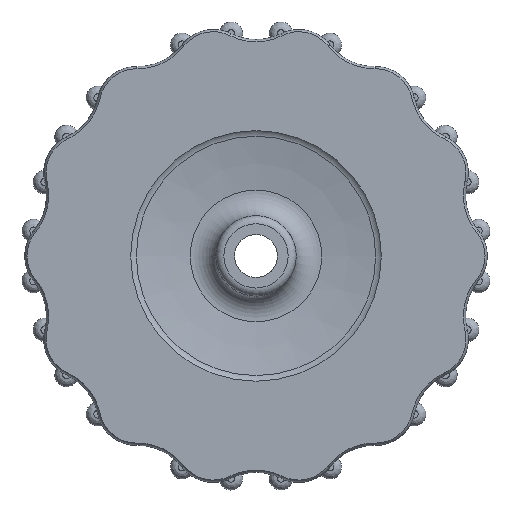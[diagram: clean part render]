
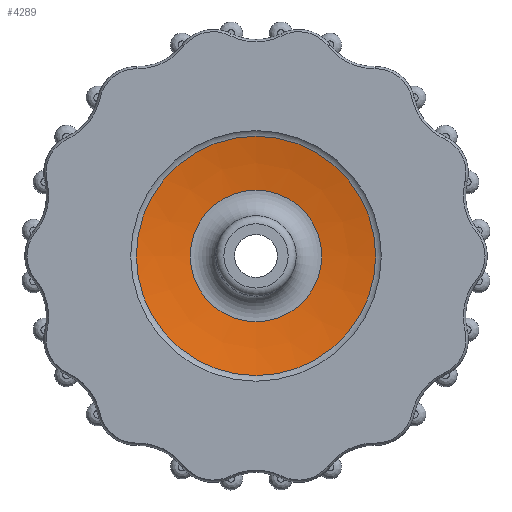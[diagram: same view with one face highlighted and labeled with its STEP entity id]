
A CAD part, top view. The second image highlights one B-rep face of the part: STEP entity #4289.
In plain terms, the highlighted free-form (B-spline) face has degree [2, 2] with [3, 9] control points.
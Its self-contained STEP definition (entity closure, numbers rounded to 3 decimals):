
#746=FACE_OUTER_BOUND('',#1012,.T.);
#1012=EDGE_LOOP('',(#3929,#3930,#3931,#3932,#3933,#3934));
#1536=CIRCLE('',#4873,8.423);
#1538=CIRCLE('',#4875,8.423);
#1539=CIRCLE('',#4876,58.464);
#1540=CIRCLE('',#4877,15.322);
#1541=CIRCLE('',#4878,15.322);
#1949=VERTEX_POINT('',#10310);
#1950=VERTEX_POINT('',#10311);
#1951=VERTEX_POINT('',#10342);
#1952=VERTEX_POINT('',#10344);
#2614=EDGE_CURVE('',#1949,#1950,#1536,.T.);
#2616=EDGE_CURVE('',#1950,#1949,#1538,.T.);
#2617=EDGE_CURVE('',#1950,#1951,#1539,.T.);
#2618=EDGE_CURVE('',#1951,#1952,#1540,.T.);
#2619=EDGE_CURVE('',#1952,#1951,#1541,.T.);
#3929=ORIENTED_EDGE('',*,*,#2614,.F.);
#3930=ORIENTED_EDGE('',*,*,#2616,.F.);
#3931=ORIENTED_EDGE('',*,*,#2617,.T.);
#3932=ORIENTED_EDGE('',*,*,#2618,.T.);
#3933=ORIENTED_EDGE('',*,*,#2619,.T.);
#3934=ORIENTED_EDGE('',*,*,#2617,.F.);
#4032=(
BOUNDED_SURFACE()
B_SPLINE_SURFACE(2,2,((#10315,#10316,#10317,#10318,#10319,#10320,#10321,
#10322,#10323),(#10324,#10325,#10326,#10327,#10328,#10329,#10330,#10331,
#10332),(#10333,#10334,#10335,#10336,#10337,#10338,#10339,#10340,#10341)),
 .UNSPECIFIED.,.F.,.T.,.F.)
B_SPLINE_SURFACE_WITH_KNOTS((3,3),(3,2,2,2,3),(-1.472,-1.352),
(-3.142,-1.571,0.,1.571,3.142),
 .UNSPECIFIED.)
GEOMETRIC_REPRESENTATION_ITEM()
RATIONAL_B_SPLINE_SURFACE(((1.,0.707,1.,0.707,1.,
0.707,1.,0.707,1.),(0.998,0.706,
0.998,0.706,0.998,0.706,
0.998,0.706,0.998),(1.,0.707,
1.,0.707,1.,0.707,1.,0.707,1.)))
REPRESENTATION_ITEM('')
SURFACE()
);
#4289=ADVANCED_FACE('',(#746),#4032,.T.);
#4873=AXIS2_PLACEMENT_3D('',#10312,#6153,#6154);
#4875=AXIS2_PLACEMENT_3D('',#10314,#6157,#6158);
#4876=AXIS2_PLACEMENT_3D('',#10343,#6159,#6160);
#4877=AXIS2_PLACEMENT_3D('',#10345,#6161,#6162);
#4878=AXIS2_PLACEMENT_3D('',#10346,#6163,#6164);
#6153=DIRECTION('center_axis',(0.,0.,1.));
#6154=DIRECTION('ref_axis',(-1.,0.,0.));
#6157=DIRECTION('center_axis',(0.,0.,1.));
#6158=DIRECTION('ref_axis',(-1.,0.,0.));
#6159=DIRECTION('center_axis',(0.,1.,0.));
#6160=DIRECTION('ref_axis',(-1.,0.,0.));
#6161=DIRECTION('center_axis',(0.,0.,1.));
#6162=DIRECTION('ref_axis',(1.,0.,0.));
#6163=DIRECTION('center_axis',(0.,0.,1.));
#6164=DIRECTION('ref_axis',(1.,0.,0.));
#10310=CARTESIAN_POINT('',(8.423,0.,6.196));
#10311=CARTESIAN_POINT('',(-8.423,0.,6.196));
#10312=CARTESIAN_POINT('Origin',(0.,0.,6.196));
#10314=CARTESIAN_POINT('Origin',(0.,0.,6.196));
#10315=CARTESIAN_POINT('Ctrl Pts',(-8.423,0.,6.196));
#10316=CARTESIAN_POINT('Ctrl Pts',(-8.423,-8.423,
6.196));
#10317=CARTESIAN_POINT('Ctrl Pts',(0.,-8.423,6.196));
#10318=CARTESIAN_POINT('Ctrl Pts',(8.423,-8.423,6.196));
#10319=CARTESIAN_POINT('Ctrl Pts',(8.423,0.,6.196));
#10320=CARTESIAN_POINT('Ctrl Pts',(8.423,8.423,6.196));
#10321=CARTESIAN_POINT('Ctrl Pts',(0.,8.423,6.196));
#10322=CARTESIAN_POINT('Ctrl Pts',(-8.423,8.423,6.196));
#10323=CARTESIAN_POINT('Ctrl Pts',(-8.423,0.,6.196));
#10324=CARTESIAN_POINT('Ctrl Pts',(-11.905,0.,6.543));
#10325=CARTESIAN_POINT('Ctrl Pts',(-11.905,-11.905,
6.543));
#10326=CARTESIAN_POINT('Ctrl Pts',(0.,-11.905,6.543));
#10327=CARTESIAN_POINT('Ctrl Pts',(11.905,-11.905,6.543));
#10328=CARTESIAN_POINT('Ctrl Pts',(11.905,0.,6.543));
#10329=CARTESIAN_POINT('Ctrl Pts',(11.905,11.905,6.543));
#10330=CARTESIAN_POINT('Ctrl Pts',(0.,11.905,6.543));
#10331=CARTESIAN_POINT('Ctrl Pts',(-11.905,11.905,6.543));
#10332=CARTESIAN_POINT('Ctrl Pts',(-11.905,0.,6.543));
#10333=CARTESIAN_POINT('Ctrl Pts',(-15.322,0.,7.302));
#10334=CARTESIAN_POINT('Ctrl Pts',(-15.322,-15.322,
7.302));
#10335=CARTESIAN_POINT('Ctrl Pts',(0.,-15.322,7.302));
#10336=CARTESIAN_POINT('Ctrl Pts',(15.322,-15.322,7.302));
#10337=CARTESIAN_POINT('Ctrl Pts',(15.322,0.,7.302));
#10338=CARTESIAN_POINT('Ctrl Pts',(15.322,15.322,7.302));
#10339=CARTESIAN_POINT('Ctrl Pts',(0.,15.322,7.302));
#10340=CARTESIAN_POINT('Ctrl Pts',(-15.322,15.322,7.302));
#10341=CARTESIAN_POINT('Ctrl Pts',(-15.322,0.,7.302));
#10342=CARTESIAN_POINT('',(-15.322,0.,7.302));
#10343=CARTESIAN_POINT('Origin',(-2.636,0.,
64.373));
#10344=CARTESIAN_POINT('',(15.322,0.,7.302));
#10345=CARTESIAN_POINT('Origin',(0.,0.,7.302));
#10346=CARTESIAN_POINT('Origin',(0.,0.,7.302));
